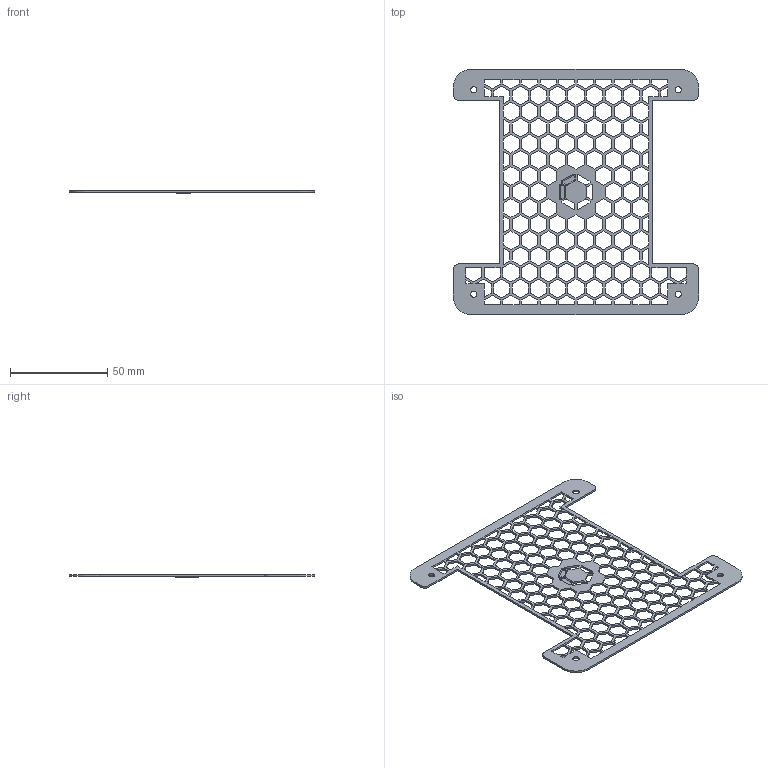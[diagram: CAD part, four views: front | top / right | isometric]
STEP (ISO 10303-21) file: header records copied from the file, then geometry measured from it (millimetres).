
FILE_DESCRIPTION((''),'2;1');
FILE_NAME('BAH0104V1_1','2018-06-14T',('bin'),(''),'CREO PARAMETRIC BY PTC INC, 2014350','CREO PARAMETRIC BY PTC INC, 2014350','');
FILE_SCHEMA(('CONFIG_CONTROL_DESIGN'));
Length unit declared in the file: millimetre
Products named in the file (1): BAH0104V1_1
Bounding box: 126 x 126 x 1.5 mm (x, y, z)
Volume: 5040.6 mm3; surface area: 14380.6 mm2
Topology: 1 solids, 1 shells, 864 faces, 2574 edges, 1716 vertices
Faces by surface type: plane 800, cylinder 48, bspline 16
Entity records: 30359 total; most frequent: CARTESIAN_POINT 6596, ORIENTED_EDGE 5148, DIRECTION 4302, EDGE_CURVE 2574, VECTOR 2446, LINE 2446, VERTEX_POINT 1716, EDGE_LOOP 1152
